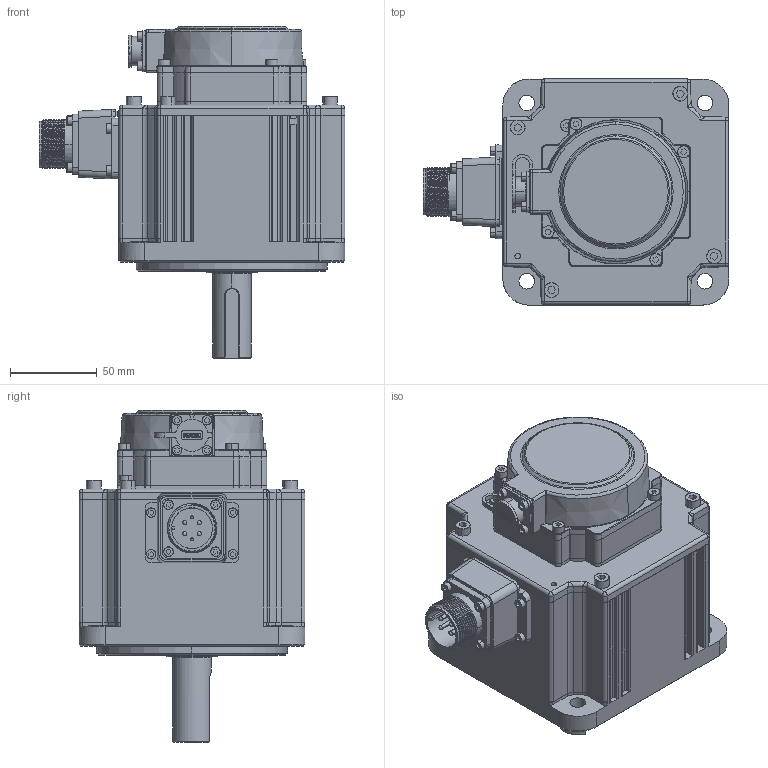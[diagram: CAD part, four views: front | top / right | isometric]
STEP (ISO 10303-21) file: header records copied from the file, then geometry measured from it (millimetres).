
FILE_DESCRIPTION (( 'STEP AP203' ), '1' );
FILE_NAME ('MS6G-130TL25B2-21P0.STEP', '2023-02-21T08:20:39', ( '' ), ( '' ), 'SwSTEP 2.0', 'SolidWorks 2016', '' );
FILE_SCHEMA (( 'CONFIG_CONTROL_DESIGN' ));
Products named in the file (1): MS6G-130TL25B2-21P0
Bounding box: 175.9 x 130 x 191 mm (x, y, z)
Surface area: 129611 mm2 (no closed solid volume)
Topology: 0 solids, 39 shells, 971 faces, 3142 edges, 2167 vertices
Faces by surface type: plane 393, cylinder 304, bspline 108, torus 98, cone 60, sphere 8
Entity records: 40615 total; most frequent: CARTESIAN_POINT 14562, ORIENTED_EDGE 5197, DIRECTION 5126, EDGE_CURVE 3120, VERTEX_POINT 2167, AXIS2_PLACEMENT_3D 1867, VECTOR 1392, LINE 1392
